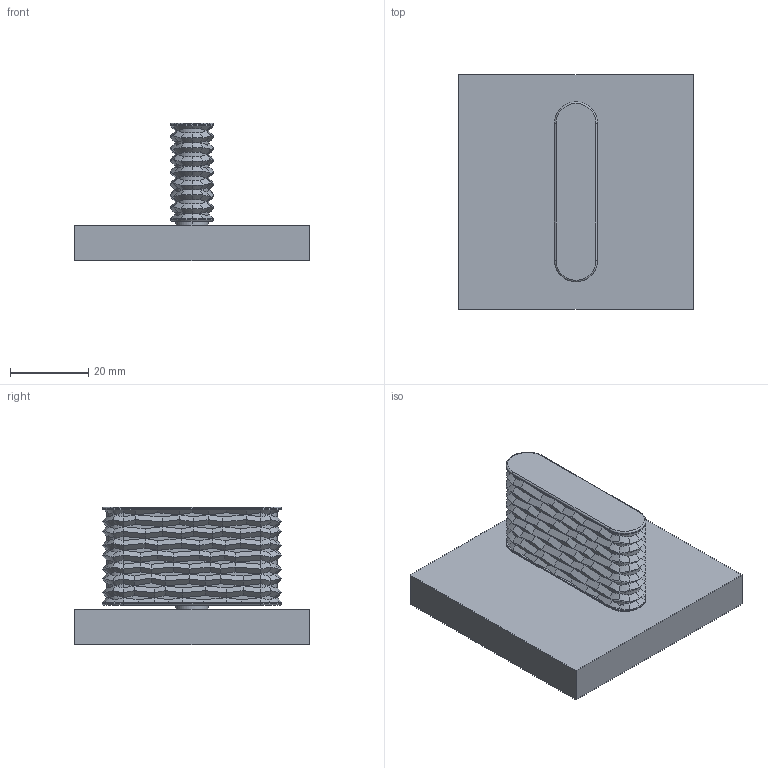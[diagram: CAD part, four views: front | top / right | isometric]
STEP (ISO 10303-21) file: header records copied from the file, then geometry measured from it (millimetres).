
FILE_DESCRIPTION (( 'STEP AP214' ), '1' );
FILE_NAME ('36212705.STEP', '2022-01-04T07:11:50', ( '' ), ( '' ), 'SwSTEP 2.0', 'SolidWorks 2020', '' );
FILE_SCHEMA (( 'AUTOMOTIVE_DESIGN' ));
Length unit declared in the file: millimetre
Products named in the file (3): 36212705; Planungsmodell_Griff-+-09.20.70.053.90-01_K3; Planungsmodell_Rosette-+-09.27.78.057.90-1_K1
Assembly tree (2 placements, depth 2):
  36212705
    Planungsmodell_Rosette-+-09.27.78.057.90-1_K1
    Planungsmodell_Griff-+-09.20.70.053.90-01_K3
Bounding box: 60 x 60 x 35.09 mm (x, y, z)
Volume: 43000.7 mm3; surface area: 13714.4 mm2
Topology: 2 solids, 2 shells, 625 faces, 1442 edges, 822 vertices
Faces by surface type: plane 351, bspline 216, cylinder 54, torus 4
Entity records: 24068 total; most frequent: CARTESIAN_POINT 11888, ORIENTED_EDGE 2884, DIRECTION 1724, EDGE_CURVE 1442, VERTEX_POINT 822, LINE 800, VECTOR 800, EDGE_LOOP 626
